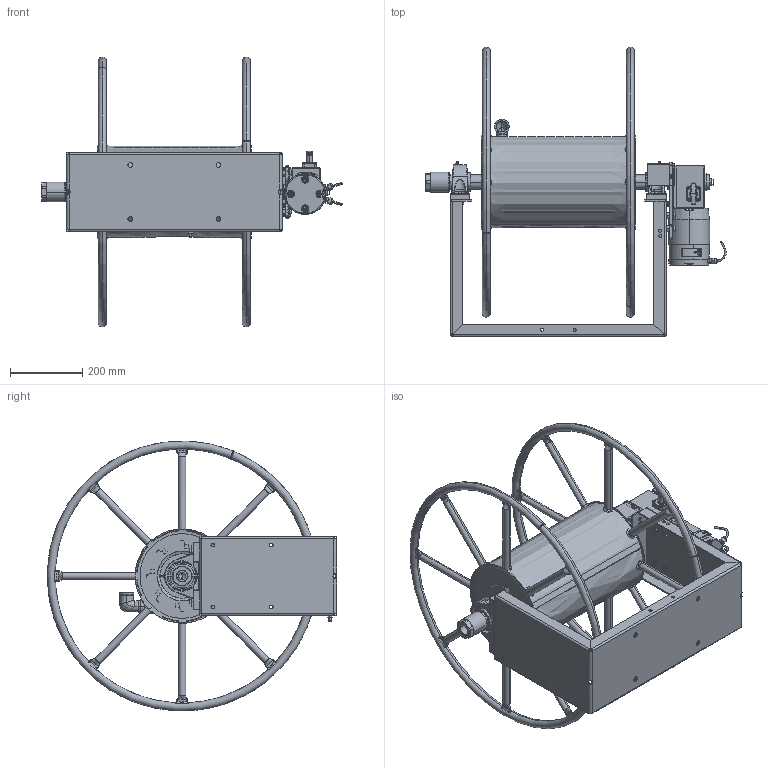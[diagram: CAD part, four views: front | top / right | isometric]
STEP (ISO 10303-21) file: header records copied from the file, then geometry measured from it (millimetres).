
FILE_DESCRIPTION((''),'2;1');
FILE_NAME('382_100_E_ASM','2020-06-03T',('CAD-01'),('CDM'),'PRO/ENGINEER BY PARAMETRIC TECHNOLOGY CORPORATION, 2015030','PRO/ENGINEER BY PARAMETRIC TECHNOLOGY CORPORATION, 2015030','');
FILE_SCHEMA(('CONFIG_CONTROL_DESIGN'));
Products named in the file (1): 382_100_E_ASM
Bounding box: 834.62 x 803.9 x 749.42 mm (x, y, z)
Surface area: 2766545.3 mm2 (no closed solid volume)
Topology: 0 solids, 233 shells, 1430 faces, 5582 edges, 4241 vertices
Faces by surface type: plane 517, bspline 302, cylinder 258, cone 199, torus 96, extrusion 50, sphere 8
Entity records: 103745 total; most frequent: CARTESIAN_POINT 49376, ORIENTED_EDGE 8092, DIRECTION 7299, EDGE_CURVE 5569, VERTEX_POINT 4242, AXIS2_PLACEMENT_3D 2615, VECTOR 2069, B_SPLINE_CURVE_WITH_KNOTS 2064
